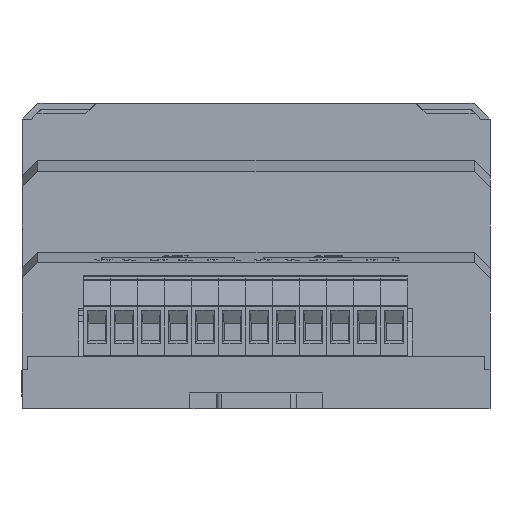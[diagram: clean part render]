
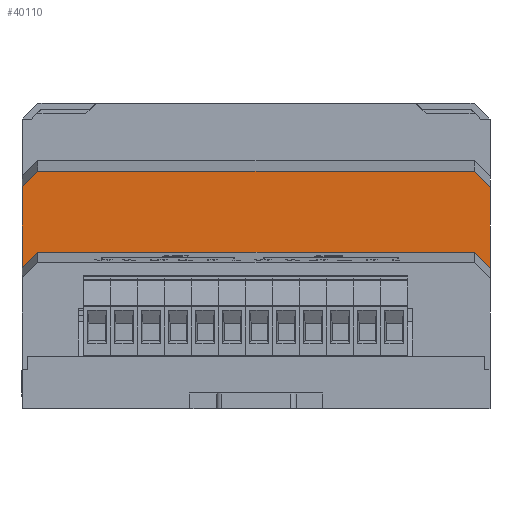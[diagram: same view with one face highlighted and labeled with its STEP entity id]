
A CAD part, front view. The second image highlights one B-rep face of the part: STEP entity #40110.
In plain terms, the highlighted planar face has unit normal (0, -1, 0).
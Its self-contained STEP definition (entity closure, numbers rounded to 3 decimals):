
#44 = VECTOR ( 'NONE', #19037, 1000. ) ;
#712 = CARTESIAN_POINT ( 'NONE',  ( 78.872, 10.85, 28.283 ) ) ;
#6666 = EDGE_CURVE ( 'NONE', #12610, #47794, #36878, .T. ) ;
#7036 = LINE ( 'NONE', #42359, #51610 ) ;
#8770 = CARTESIAN_POINT ( 'NONE',  ( 88., 10.85, 37.272 ) ) ;
#12610 = VERTEX_POINT ( 'NONE', #45667 ) ;
#15851 = VECTOR ( 'NONE', #75837, 1000. ) ;
#17241 = ORIENTED_EDGE ( 'NONE', *, *, #35090, .T. ) ;
#17242 = LINE ( 'NONE', #93919, #15851 ) ;
#19037 = DIRECTION ( 'NONE',  ( 0.702, 0., 0.712 ) ) ;
#23684 = DIRECTION ( 'NONE',  ( 0., 0., -1. ) ) ;
#26410 = CARTESIAN_POINT ( 'NONE',  ( 88., 10.85, 22.06 ) ) ;
#28099 = CARTESIAN_POINT ( 'NONE',  ( 52.455, 10.85, 72.278 ) ) ;
#29969 = CARTESIAN_POINT ( 'NONE',  ( 3., 10.85, 37.272 ) ) ;
#29978 = VERTEX_POINT ( 'NONE', #98716 ) ;
#34227 = VERTEX_POINT ( 'NONE', #53008 ) ;
#35090 = EDGE_CURVE ( 'NONE', #107984, #67495, #77139, .T. ) ;
#36878 = LINE ( 'NONE', #94654, #58472 ) ;
#38300 = ORIENTED_EDGE ( 'NONE', *, *, #44311, .F. ) ;
#39333 = CARTESIAN_POINT ( 'NONE',  ( 88., 10.85, 37.272 ) ) ;
#40110 = ADVANCED_FACE ( 'NONE', ( #90467 ), #95035, .F. ) ;
#41574 = VERTEX_POINT ( 'NONE', #41721 ) ;
#41721 = CARTESIAN_POINT ( 'NONE',  ( 88., 10.85, 19.014 ) ) ;
#42359 = CARTESIAN_POINT ( 'NONE',  ( 89.444, 10.85, 32.76 ) ) ;
#44311 = EDGE_CURVE ( 'NONE', #34227, #41574, #105176, .T. ) ;
#45667 = CARTESIAN_POINT ( 'NONE',  ( 85., 10.85, 37.272 ) ) ;
#47794 = VERTEX_POINT ( 'NONE', #29969 ) ;
#47992 = DIRECTION ( 'NONE',  ( 0., 0., -1. ) ) ;
#51610 = VECTOR ( 'NONE', #102857, 1000. ) ;
#53008 = CARTESIAN_POINT ( 'NONE',  ( 88., 10.85, 34.226 ) ) ;
#54930 = ORIENTED_EDGE ( 'NONE', *, *, #57984, .T. ) ;
#56148 = ORIENTED_EDGE ( 'NONE', *, *, #98153, .F. ) ;
#57984 = EDGE_CURVE ( 'NONE', #47794, #107984, #17242, .T. ) ;
#58135 = VECTOR ( 'NONE', #23684, 1000. ) ;
#58472 = VECTOR ( 'NONE', #67457, 1000. ) ;
#59097 = ORIENTED_EDGE ( 'NONE', *, *, #62479, .T. ) ;
#59147 = VECTOR ( 'NONE', #47992, 1000. ) ;
#61248 = DIRECTION ( 'NONE',  ( -1., 0., 0. ) ) ;
#62479 = EDGE_CURVE ( 'NONE', #67495, #29978, #65060, .T. ) ;
#62601 = ORIENTED_EDGE ( 'NONE', *, *, #6666, .T. ) ;
#65060 = LINE ( 'NONE', #28099, #44 ) ;
#65679 = EDGE_CURVE ( 'NONE', #91383, #41574, #96300, .T. ) ;
#67457 = DIRECTION ( 'NONE',  ( -1., 0., 0. ) ) ;
#67495 = VERTEX_POINT ( 'NONE', #95774 ) ;
#67838 = DIRECTION ( 'NONE',  ( 0., 1., 0. ) ) ;
#69413 = CARTESIAN_POINT ( 'NONE',  ( 0., 10.85, 34.226 ) ) ;
#69561 = DIRECTION ( 'NONE',  ( 0.702, 0., -0.712 ) ) ;
#70599 = VECTOR ( 'NONE', #69561, 1000. ) ;
#73564 = ORIENTED_EDGE ( 'NONE', *, *, #106849, .T. ) ;
#75837 = DIRECTION ( 'NONE',  ( -0.702, 0., -0.712 ) ) ;
#76260 = EDGE_LOOP ( 'NONE', ( #38300, #73564, #62601, #54930, #17241, #59097, #56148, #95598 ) ) ;
#77139 = LINE ( 'NONE', #85054, #58135 ) ;
#85054 = CARTESIAN_POINT ( 'NONE',  ( 0., 10.85, 37.272 ) ) ;
#86135 = CARTESIAN_POINT ( 'NONE',  ( 85., 10.85, 22.06 ) ) ;
#86463 = VECTOR ( 'NONE', #61248, 1000. ) ;
#87217 = AXIS2_PLACEMENT_3D ( 'NONE', #8770, #67838, #93921 ) ;
#90467 = FACE_OUTER_BOUND ( 'NONE', #76260, .T. ) ;
#91383 = VERTEX_POINT ( 'NONE', #86135 ) ;
#93919 = CARTESIAN_POINT ( 'NONE',  ( 4.014, 10.85, 38.302 ) ) ;
#93921 = DIRECTION ( 'NONE',  ( 0., 0., 1. ) ) ;
#94654 = CARTESIAN_POINT ( 'NONE',  ( 88., 10.85, 37.272 ) ) ;
#95035 = PLANE ( 'NONE',  #87217 ) ;
#95598 = ORIENTED_EDGE ( 'NONE', *, *, #65679, .T. ) ;
#95774 = CARTESIAN_POINT ( 'NONE',  ( 0., 10.85, 19.014 ) ) ;
#96300 = LINE ( 'NONE', #712, #70599 ) ;
#98153 = EDGE_CURVE ( 'NONE', #91383, #29978, #109445, .T. ) ;
#98716 = CARTESIAN_POINT ( 'NONE',  ( 3., 10.85, 22.06 ) ) ;
#102857 = DIRECTION ( 'NONE',  ( -0.702, 0., 0.712 ) ) ;
#105176 = LINE ( 'NONE', #39333, #59147 ) ;
#106849 = EDGE_CURVE ( 'NONE', #34227, #12610, #7036, .T. ) ;
#107984 = VERTEX_POINT ( 'NONE', #69413 ) ;
#109445 = LINE ( 'NONE', #26410, #86463 ) ;
